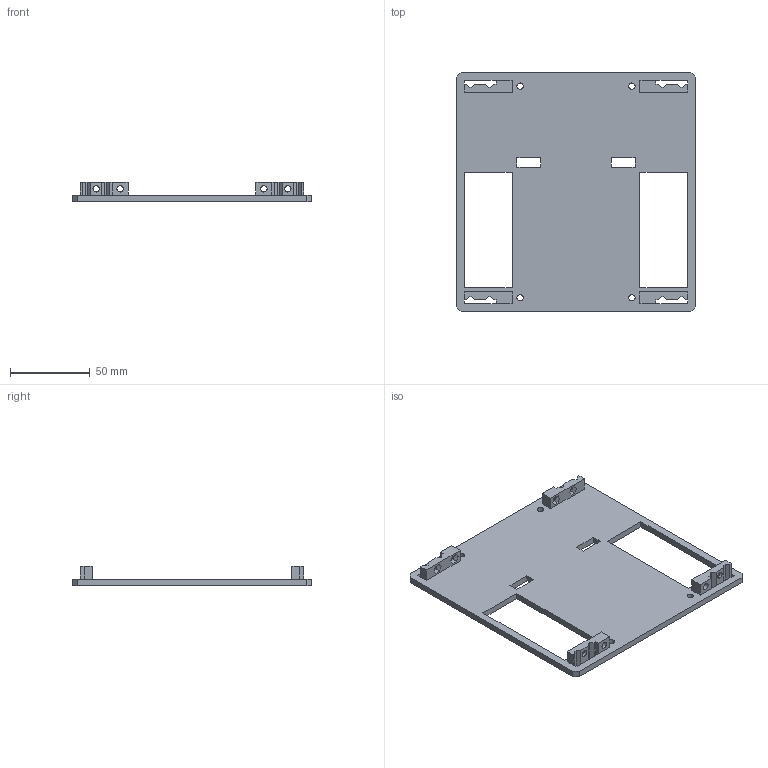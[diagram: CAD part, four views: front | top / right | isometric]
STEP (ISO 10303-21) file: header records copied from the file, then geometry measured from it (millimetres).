
FILE_DESCRIPTION(/* description */ ('STEP AP242','CAx-IF Rec.Pracs.---Representation and Presentation of Product Manufacturing Information (PMI)---4.0---2014-10-13','CAx-IF Rec.Pracs.---3D Tessellated Geometry---0.4---2014-09-14','2;1'),/* implementation_level */ '2;1');
FILE_NAME(/* name */ '6754a4726402ca53e331686a',/* time_stamp */ '2024-12-07T19:39:31Z',/* author */ (''),/* organization */ (''),/* preprocessor_version */ 'ST-DEVELOPER v20',/* originating_system */ 'ONSHAPE BY PTC INC, 1.190',/* authorisation */ ' ');
FILE_SCHEMA (('AP242_MANAGED_MODEL_BASED_3D_ENGINEERING_MIM_LF { 1 0 10303 442 1 1 4 }'));
Length unit declared in the file: metre
Products named in the file (1): unit
Bounding box: 150 x 150 x 12 mm (x, y, z)
Volume: 74864 mm3; surface area: 43722.6 mm2
Topology: 1 solids, 1 shells, 162 faces, 451 edges, 299 vertices
Faces by surface type: plane 150, cylinder 12
Full cylindrical faces by diameter (mm): 4 x12
Entity records: 5114 total; most frequent: CARTESIAN_POINT 895, ORIENTED_EDGE 872, DIRECTION 786, EDGE_CURVE 436, LINE 412, VECTOR 412, VERTEX_POINT 296, EDGE_LOOP 222
